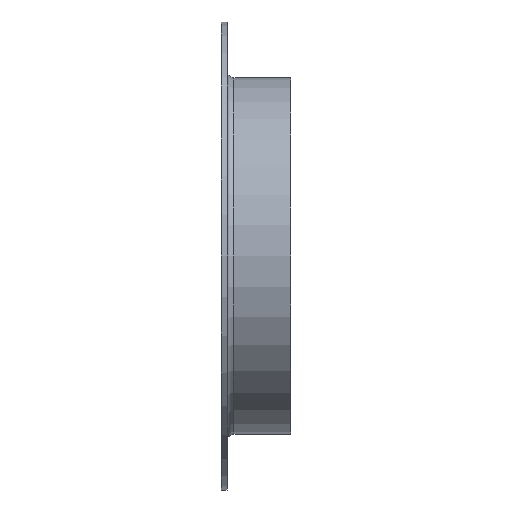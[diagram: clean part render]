
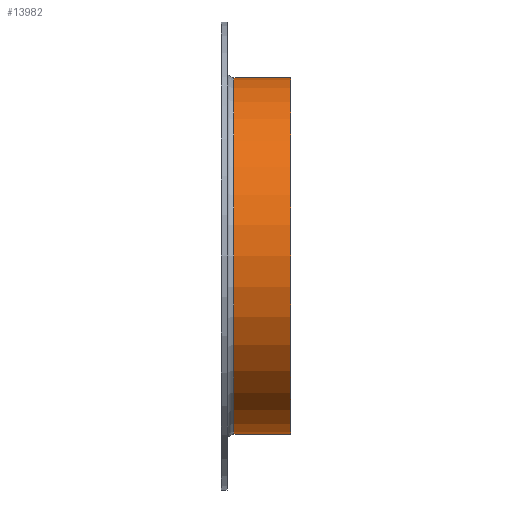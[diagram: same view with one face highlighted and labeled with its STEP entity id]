
A CAD part, front view. The second image highlights one B-rep face of the part: STEP entity #13982.
In plain terms, the highlighted cylindrical face has radius 77 mm (diameter 154 mm), a full revolution.
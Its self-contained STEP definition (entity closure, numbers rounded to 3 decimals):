
#139 = CARTESIAN_POINT ( 'NONE',  ( 0., 0., 0. ) ) ;
#1270 = EDGE_CURVE ( 'NONE', #8229, #8229, #11370, .T. ) ;
#2228 = DIRECTION ( 'NONE',  ( 0., 0., 1. ) ) ;
#2858 = VERTEX_POINT ( 'NONE', #7278 ) ;
#3145 = AXIS2_PLACEMENT_3D ( 'NONE', #139, #11938, #7737 ) ;
#3433 = CYLINDRICAL_SURFACE ( 'NONE', #3145, 77. ) ;
#3449 = CARTESIAN_POINT ( 'NONE',  ( 30., 0., 0. ) ) ;
#5125 = ORIENTED_EDGE ( 'NONE', *, *, #9538, .T. ) ;
#5131 = CARTESIAN_POINT ( 'NONE',  ( 5.5, 0., 77. ) ) ;
#5880 = DIRECTION ( 'NONE',  ( 0., 0., 1. ) ) ;
#6220 = AXIS2_PLACEMENT_3D ( 'NONE', #3449, #6883, #5880 ) ;
#6883 = DIRECTION ( 'NONE',  ( -1., 0., 0. ) ) ;
#6935 = ORIENTED_EDGE ( 'NONE', *, *, #1270, .T. ) ;
#7278 = CARTESIAN_POINT ( 'NONE',  ( 30., 0., 77. ) ) ;
#7605 = DIRECTION ( 'NONE',  ( 1., 0., 0. ) ) ;
#7737 = DIRECTION ( 'NONE',  ( 0., 0., 1. ) ) ;
#8229 = VERTEX_POINT ( 'NONE', #5131 ) ;
#9538 = EDGE_CURVE ( 'NONE', #2858, #2858, #10788, .T. ) ;
#10579 = EDGE_LOOP ( 'NONE', ( #5125 ) ) ;
#10788 = CIRCLE ( 'NONE', #6220, 77. ) ;
#11370 = CIRCLE ( 'NONE', #12726, 77. ) ;
#11689 = EDGE_LOOP ( 'NONE', ( #6935 ) ) ;
#11938 = DIRECTION ( 'NONE',  ( -1., 0., 0. ) ) ;
#12726 = AXIS2_PLACEMENT_3D ( 'NONE', #13183, #7605, #2228 ) ;
#13183 = CARTESIAN_POINT ( 'NONE',  ( 5.5, 0., 0. ) ) ;
#13238 = FACE_OUTER_BOUND ( 'NONE', #11689, .T. ) ;
#13982 = ADVANCED_FACE ( 'NONE', ( #13238, #14181 ), #3433, .T. ) ;
#14181 = FACE_OUTER_BOUND ( 'NONE', #10579, .T. ) ;
